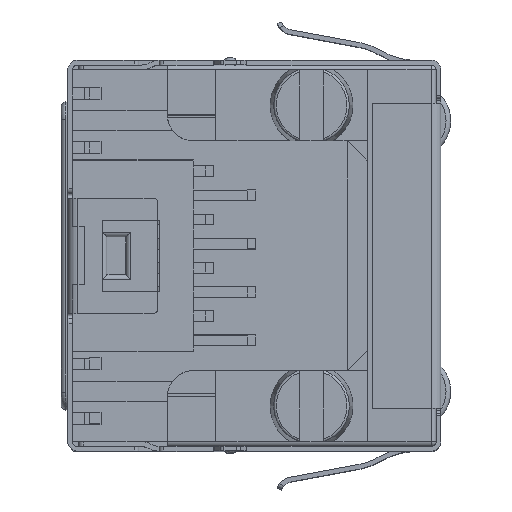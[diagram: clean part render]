
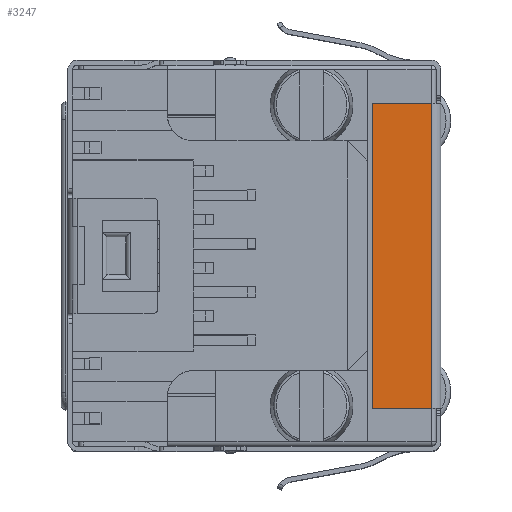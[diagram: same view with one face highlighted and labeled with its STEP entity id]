
A CAD part, top view. The second image highlights one B-rep face of the part: STEP entity #3247.
In plain terms, the highlighted planar face has unit normal (0, 0, 1).
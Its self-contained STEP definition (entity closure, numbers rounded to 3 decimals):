
#3247 = ADVANCED_FACE( '', ( #6489 ), #6490, .F. );
#6489 = FACE_OUTER_BOUND( '', #9904, .T. );
#6490 = PLANE( '', #9905 );
#9904 = EDGE_LOOP( '', ( #19520, #19521, #19522, #19523 ) );
#9905 = AXIS2_PLACEMENT_3D( '', #19524, #19525, #19526 );
#19520 = ORIENTED_EDGE( '', *, *, #22711, .F. );
#19521 = ORIENTED_EDGE( '', *, *, #23342, .F. );
#19522 = ORIENTED_EDGE( '', *, *, #22008, .T. );
#19523 = ORIENTED_EDGE( '', *, *, #24370, .F. );
#19524 = CARTESIAN_POINT( '', ( 7.784, 6.45, 6.4 ) );
#19525 = DIRECTION( '', ( 0., 0., -1. ) );
#19526 = DIRECTION( '', ( -1., 0., 0. ) );
#22008 = EDGE_CURVE( '', #27192, #27190, #27193, .T. );
#22711 = EDGE_CURVE( '', #28268, #28269, #28270, .T. );
#23342 = EDGE_CURVE( '', #27192, #28268, #29135, .T. );
#24370 = EDGE_CURVE( '', #28269, #27190, #30339, .T. );
#27190 = VERTEX_POINT( '', #34303 );
#27192 = VERTEX_POINT( '', #34305 );
#27193 = LINE( '', #34306, #34307 );
#28268 = VERTEX_POINT( '', #35930 );
#28269 = VERTEX_POINT( '', #35931 );
#28270 = LINE( '', #35932, #35933 );
#29135 = LINE( '', #37243, #37244 );
#30339 = LINE( '', #38966, #38967 );
#34303 = CARTESIAN_POINT( '', ( 7.575, 6.45, 6.4 ) );
#34305 = CARTESIAN_POINT( '', ( 7.575, -6.45, 6.4 ) );
#34306 = CARTESIAN_POINT( '', ( 7.575, -6.45, 6.4 ) );
#34307 = VECTOR( '', #41002, 1000. );
#35930 = CARTESIAN_POINT( '', ( 5.075, -6.45, 6.4 ) );
#35931 = CARTESIAN_POINT( '', ( 5.075, 6.45, 6.4 ) );
#35932 = CARTESIAN_POINT( '', ( 5.075, 6.45, 6.4 ) );
#35933 = VECTOR( '', #41790, 1000. );
#37243 = CARTESIAN_POINT( '', ( 5.075, -6.45, 6.4 ) );
#37244 = VECTOR( '', #42480, 1000. );
#38966 = CARTESIAN_POINT( '', ( 5.075, 6.45, 6.4 ) );
#38967 = VECTOR( '', #43407, 1000. );
#41002 = DIRECTION( '', ( 0., 1., 0. ) );
#41790 = DIRECTION( '', ( 0., 1., 0. ) );
#42480 = DIRECTION( '', ( -1., 0., 0. ) );
#43407 = DIRECTION( '', ( 1., 0., 0. ) );
